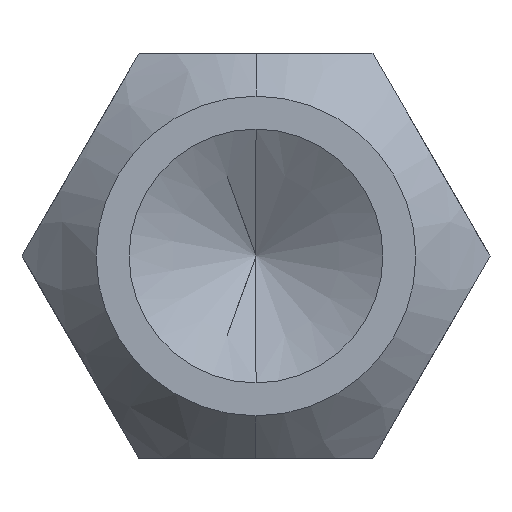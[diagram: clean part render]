
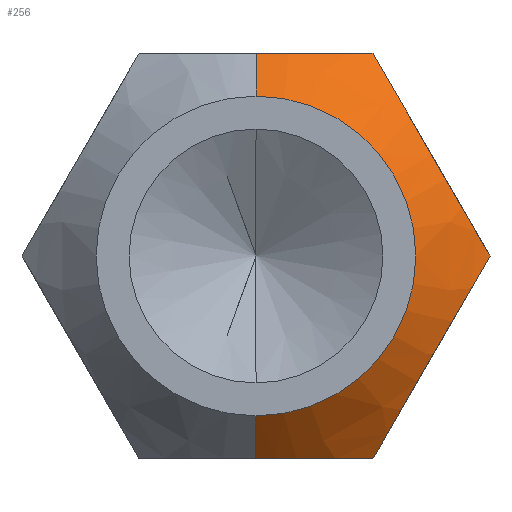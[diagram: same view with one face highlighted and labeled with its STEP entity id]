
A CAD part, front view. The second image highlights one B-rep face of the part: STEP entity #256.
In plain terms, the highlighted conical face has half-angle 45 degrees and reference radius 6.35 mm.
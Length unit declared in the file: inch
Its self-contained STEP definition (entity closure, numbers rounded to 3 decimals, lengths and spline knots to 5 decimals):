
#2 = VERTEX_POINT ( 'NONE', #586 ) ;
#37 = DIRECTION ( 'NONE',  ( 0., 0., 1. ) ) ;
#42 = CARTESIAN_POINT ( 'NONE',  ( 0.2881, 0.09125, 0. ) ) ;
#45 = B_SPLINE_CURVE_WITH_KNOTS ( 'NONE', 3,
 ( #446, #684, #623, #747, #163, #567, #451, #694, #448, #106, #212, #749 ),
 .UNSPECIFIED., .F., .F.,
 ( 4, 2, 2, 2, 2, 4 ),
 ( 0., 0.00189, 0.00283, 0.00378, 0.00567, 0.00756 ),
 .UNSPECIFIED. ) ;
#55 = AXIS2_PLACEMENT_3D ( 'NONE', #447, #559, #37 ) ;
#61 = CARTESIAN_POINT ( 'NONE',  ( 0.14405, 0.09125, 0.2495 ) ) ;
#66 = VERTEX_POINT ( 'NONE', #61 ) ;
#71 = VERTEX_POINT ( 'NONE', #664 ) ;
#106 = CARTESIAN_POINT ( 'NONE',  ( 0.26512, 0.07022, 0.0398 ) ) ;
#109 = ORIENTED_EDGE ( 'NONE', *, *, #286, .F. ) ;
#110 = LINE ( 'NONE', #744, #328 ) ;
#119 = CARTESIAN_POINT ( 'NONE',  ( 0., 0.05315, -0.25 ) ) ;
#157 = FACE_OUTER_BOUND ( 'NONE', #344, .T. ) ;
#161 = CARTESIAN_POINT ( 'NONE',  ( 0.04987, 0.05652, -0.2495 ) ) ;
#163 = CARTESIAN_POINT ( 'NONE',  ( 0.19076, 0.05744, 0.1686 ) ) ;
#165 = CARTESIAN_POINT ( 'NONE',  ( 0.12155, 0.08048, 0.2495 ) ) ;
#172 = CARTESIAN_POINT ( 'NONE',  ( 0., 0.05265, 0.2495 ) ) ;
#184 = VERTEX_POINT ( 'NONE', #438 ) ;
#186 = VERTEX_POINT ( 'NONE', #740 ) ;
#212 = CARTESIAN_POINT ( 'NONE',  ( 0.27678, 0.07993, 0.01961 ) ) ;
#214 = CARTESIAN_POINT ( 'NONE',  ( 0.1914, 0.0564, -0.16748 ) ) ;
#216 = CARTESIAN_POINT ( 'NONE',  ( 0.16703, 0.07022, -0.2097 ) ) ;
#219 = DIRECTION ( 'NONE',  ( 0., 0., -1. ) ) ;
#220 = CARTESIAN_POINT ( 'NONE',  ( 0.06224, 0.06004, 0.2495 ) ) ;
#256 = ADVANCED_FACE ( 'NONE', ( #157 ), #678, .T. ) ;
#264 = CARTESIAN_POINT ( 'NONE',  ( 0.14405, 0.09125, -0.2495 ) ) ;
#268 = CARTESIAN_POINT ( 'NONE',  ( 0.24745, 0.06017, -0.0704 ) ) ;
#269 = DIRECTION ( 'NONE',  ( 0., 0.707, 0.707 ) ) ;
#270 = CARTESIAN_POINT ( 'NONE',  ( 0.27684, 0.07999, -0.01949 ) ) ;
#271 = CARTESIAN_POINT ( 'NONE',  ( 0.0863, 0.0669, 0.2495 ) ) ;
#274 = CARTESIAN_POINT ( 'NONE',  ( 0.02524, 0.05362, 0.2495 ) ) ;
#278 = CARTESIAN_POINT ( 'NONE',  ( 0.12161, 0.08003, -0.2495 ) ) ;
#286 = EDGE_CURVE ( 'NONE', #594, #2, #633, .T. ) ;
#320 = CARTESIAN_POINT ( 'NONE',  ( 0.229, 0.05369, -0.10235 ) ) ;
#328 = VECTOR ( 'NONE', #269, 39.37008 ) ;
#334 = CARTESIAN_POINT ( 'NONE',  ( 0.26533, 0.07042, -0.03943 ) ) ;
#344 = EDGE_LOOP ( 'NONE', ( #630, #571, #550, #109, #644, #497, #711 ) ) ;
#357 = CARTESIAN_POINT ( 'NONE',  ( 0.2881, 0.09125, 0. ) ) ;
#385 = EDGE_CURVE ( 'NONE', #186, #735, #390, .T. ) ;
#389 = CARTESIAN_POINT ( 'NONE',  ( 0.02512, 0.05265, -0.2495 ) ) ;
#390 = CIRCLE ( 'NONE', #753, 0.19685 ) ;
#393 = CARTESIAN_POINT ( 'NONE',  ( 0., 0.05265, -0.2495 ) ) ;
#396 = DIRECTION ( 'NONE',  ( 0., -1., 0. ) ) ;
#438 = CARTESIAN_POINT ( 'NONE',  ( 0., 0.05265, -0.2495 ) ) ;
#440 = CARTESIAN_POINT ( 'NONE',  ( 0.15537, 0.07993, -0.22989 ) ) ;
#443 = CARTESIAN_POINT ( 'NONE',  ( 0.05004, 0.05732, 0.2495 ) ) ;
#446 = CARTESIAN_POINT ( 'NONE',  ( 0.14405, 0.09125, 0.2495 ) ) ;
#447 = CARTESIAN_POINT ( 'NONE',  ( 0., 0.05315, 0. ) ) ;
#448 = CARTESIAN_POINT ( 'NONE',  ( 0.24074, 0.0564, 0.08202 ) ) ;
#451 = CARTESIAN_POINT ( 'NONE',  ( 0.20952, 0.05268, 0.1361 ) ) ;
#457 = CARTESIAN_POINT ( 'NONE',  ( 0.09849, 0.07037, -0.2495 ) ) ;
#463 = CARTESIAN_POINT ( 'NONE',  ( 0., 0., 0. ) ) ;
#466 = CARTESIAN_POINT ( 'NONE',  ( 0., 0., 0.19685 ) ) ;
#481 = VECTOR ( 'NONE', #703, 39.37008 ) ;
#497 = ORIENTED_EDGE ( 'NONE', *, *, #648, .F. ) ;
#503 = CARTESIAN_POINT ( 'NONE',  ( 0.20376, 0.0526, -0.14607 ) ) ;
#507 = CARTESIAN_POINT ( 'NONE',  ( 0.09823, 0.07108, 0.2495 ) ) ;
#514 = CARTESIAN_POINT ( 'NONE',  ( 0.14405, 0.09125, -0.2495 ) ) ;
#550 = ORIENTED_EDGE ( 'NONE', *, *, #619, .F. ) ;
#559 = DIRECTION ( 'NONE',  ( 0., 1., 0. ) ) ;
#564 = CARTESIAN_POINT ( 'NONE',  ( 0.13291, 0.08568, 0.2495 ) ) ;
#567 = CARTESIAN_POINT ( 'NONE',  ( 0.20314, 0.05369, 0.14715 ) ) ;
#571 = ORIENTED_EDGE ( 'NONE', *, *, #738, .T. ) ;
#586 = CARTESIAN_POINT ( 'NONE',  ( 0.14405, 0.09125, -0.2495 ) ) ;
#594 = VERTEX_POINT ( 'NONE', #357 ) ;
#619 = EDGE_CURVE ( 'NONE', #2, #184, #677, .T. ) ;
#623 = CARTESIAN_POINT ( 'NONE',  ( 0.16681, 0.07042, 0.21007 ) ) ;
#626 = B_SPLINE_CURVE_WITH_KNOTS ( 'NONE', 3,
 ( #172, #687, #274, #443, #220, #271, #507, #165, #564, #680 ),
 .UNSPECIFIED., .F., .F.,
 ( 4, 2, 2, 2, 4 ),
 ( 0.01727, 0.01822, 0.01918, 0.02013, 0.02109 ),
 .UNSPECIFIED. ) ;
#630 = ORIENTED_EDGE ( 'NONE', *, *, #385, .F. ) ;
#633 = B_SPLINE_CURVE_WITH_KNOTS ( 'NONE', 3,
 ( #42, #270, #334, #268, #743, #320, #745, #503, #214, #216, #440, #264 ),
 .UNSPECIFIED., .F., .F.,
 ( 4, 2, 2, 2, 2, 4 ),
 ( 0., 0.00189, 0.00283, 0.00378, 0.00567, 0.00756 ),
 .UNSPECIFIED. ) ;
#637 = EDGE_CURVE ( 'NONE', #66, #594, #45, .T. ) ;
#644 = ORIENTED_EDGE ( 'NONE', *, *, #637, .F. ) ;
#648 = EDGE_CURVE ( 'NONE', #71, #66, #626, .T. ) ;
#664 = CARTESIAN_POINT ( 'NONE',  ( 0., 0.05265, 0.2495 ) ) ;
#677 = B_SPLINE_CURVE_WITH_KNOTS ( 'NONE', 3,
 ( #514, #278, #457, #161, #389, #393 ),
 .UNSPECIFIED., .F., .F.,
 ( 4, 2, 4 ),
 ( 0.01344, 0.01536, 0.01727 ),
 .UNSPECIFIED. ) ;
#678 = CONICAL_SURFACE ( 'NONE', #55, 0.25, 0.785 ) ;
#680 = CARTESIAN_POINT ( 'NONE',  ( 0.14405, 0.09125, 0.2495 ) ) ;
#684 = CARTESIAN_POINT ( 'NONE',  ( 0.1553, 0.07999, 0.23001 ) ) ;
#687 = CARTESIAN_POINT ( 'NONE',  ( 0.01254, 0.05265, 0.2495 ) ) ;
#694 = CARTESIAN_POINT ( 'NONE',  ( 0.22838, 0.0526, 0.10343 ) ) ;
#697 = EDGE_CURVE ( 'NONE', #735, #71, #110, .T. ) ;
#703 = DIRECTION ( 'NONE',  ( 0., 0.707, -0.707 ) ) ;
#708 = LINE ( 'NONE', #119, #481 ) ;
#711 = ORIENTED_EDGE ( 'NONE', *, *, #697, .F. ) ;
#735 = VERTEX_POINT ( 'NONE', #466 ) ;
#738 = EDGE_CURVE ( 'NONE', #186, #184, #708, .T. ) ;
#740 = CARTESIAN_POINT ( 'NONE',  ( 0., 0., -0.19685 ) ) ;
#743 = CARTESIAN_POINT ( 'NONE',  ( 0.24139, 0.05744, -0.0809 ) ) ;
#744 = CARTESIAN_POINT ( 'NONE',  ( 0., 0.05315, 0.25 ) ) ;
#745 = CARTESIAN_POINT ( 'NONE',  ( 0.22263, 0.05268, -0.1134 ) ) ;
#747 = CARTESIAN_POINT ( 'NONE',  ( 0.18469, 0.06017, 0.1791 ) ) ;
#749 = CARTESIAN_POINT ( 'NONE',  ( 0.2881, 0.09125, 0. ) ) ;
#753 = AXIS2_PLACEMENT_3D ( 'NONE', #463, #396, #219 ) ;
